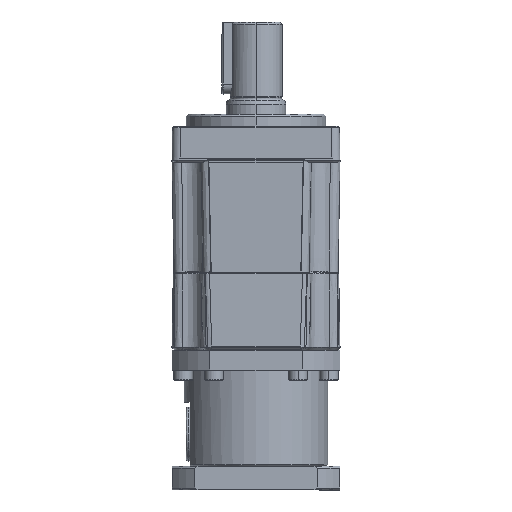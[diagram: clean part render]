
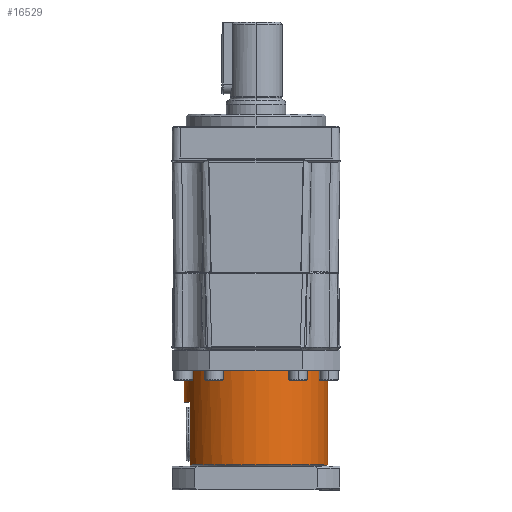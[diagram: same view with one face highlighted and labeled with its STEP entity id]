
A CAD part, left-side view. The second image highlights one B-rep face of the part: STEP entity #16529.
In plain terms, the highlighted cylindrical face has radius 18 mm (diameter 36 mm), a partial arc.
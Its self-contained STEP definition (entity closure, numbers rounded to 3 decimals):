
#983 = CARTESIAN_POINT ( 'NONE',  ( -7.194, 16.5, -69. ) ) ;
#1313 = ORIENTED_EDGE ( 'NONE', *, *, #24660, .T. ) ;
#1320 = DIRECTION ( 'NONE',  ( 0., 0., 1. ) ) ;
#1427 = DIRECTION ( 'NONE',  ( 0., 1., 0. ) ) ;
#1739 = ORIENTED_EDGE ( 'NONE', *, *, #30381, .T. ) ;
#2017 = ORIENTED_EDGE ( 'NONE', *, *, #15234, .F. ) ;
#2077 = LINE ( 'NONE', #30937, #34425 ) ;
#3104 = ORIENTED_EDGE ( 'NONE', *, *, #13796, .T. ) ;
#3249 = VECTOR ( 'NONE', #21934, 1000. ) ;
#3388 = DIRECTION ( 'NONE',  ( 0., 0., -1. ) ) ;
#3454 = VERTEX_POINT ( 'NONE', #17445 ) ;
#4021 = CARTESIAN_POINT ( 'NONE',  ( 0., -18., -61. ) ) ;
#5019 = DIRECTION ( 'NONE',  ( 0., 1., 0. ) ) ;
#5619 = AXIS2_PLACEMENT_3D ( 'NONE', #6902, #1320, #1427 ) ;
#6283 = AXIS2_PLACEMENT_3D ( 'NONE', #26567, #26337, #5019 ) ;
#6902 = CARTESIAN_POINT ( 'NONE',  ( 0., 0., -69. ) ) ;
#7183 = CARTESIAN_POINT ( 'NONE',  ( 0., 0., -61. ) ) ;
#8077 = EDGE_CURVE ( 'NONE', #3454, #30554, #31689, .T. ) ;
#8263 = CARTESIAN_POINT ( 'NONE',  ( 0., 0., -84.7 ) ) ;
#10399 = CARTESIAN_POINT ( 'NONE',  ( 0., -18., -85. ) ) ;
#11616 = LINE ( 'NONE', #10399, #20516 ) ;
#11772 = AXIS2_PLACEMENT_3D ( 'NONE', #7183, #31815, #28733 ) ;
#12120 = VERTEX_POINT ( 'NONE', #983 ) ;
#12629 = VERTEX_POINT ( 'NONE', #4021 ) ;
#12851 = CIRCLE ( 'NONE', #5619, 18. ) ;
#13463 = CIRCLE ( 'NONE', #14232, 18. ) ;
#13765 = DIRECTION ( 'NONE',  ( 0., 1., 0. ) ) ;
#13796 = EDGE_CURVE ( 'NONE', #15304, #18166, #18561, .T. ) ;
#13880 = ORIENTED_EDGE ( 'NONE', *, *, #26850, .T. ) ;
#14232 = AXIS2_PLACEMENT_3D ( 'NONE', #8263, #21795, #13765 ) ;
#14736 = EDGE_LOOP ( 'NONE', ( #2017, #1739, #3104, #23464, #13880, #20055, #1313 ) ) ;
#15234 = EDGE_CURVE ( 'NONE', #12629, #32041, #11616, .T. ) ;
#15304 = VERTEX_POINT ( 'NONE', #19280 ) ;
#15475 = CARTESIAN_POINT ( 'NONE',  ( 0., 18., -69. ) ) ;
#16529 = ADVANCED_FACE ( 'NONE', ( #33301 ), #19703, .T. ) ;
#16991 = CARTESIAN_POINT ( 'NONE',  ( 0., 18., -85. ) ) ;
#17196 = DIRECTION ( 'NONE',  ( 0., 1., 0. ) ) ;
#17445 = CARTESIAN_POINT ( 'NONE',  ( -7.194, 16.5, -84.7 ) ) ;
#18166 = VERTEX_POINT ( 'NONE', #15475 ) ;
#18561 = LINE ( 'NONE', #16991, #3249 ) ;
#19280 = CARTESIAN_POINT ( 'NONE',  ( 0., 18., -61. ) ) ;
#19703 = CYLINDRICAL_SURFACE ( 'NONE', #25196, 18. ) ;
#20055 = ORIENTED_EDGE ( 'NONE', *, *, #8077, .T. ) ;
#20443 = DIRECTION ( 'NONE',  ( 0., 0., -1. ) ) ;
#20516 = VECTOR ( 'NONE', #32119, 1000. ) ;
#21795 = DIRECTION ( 'NONE',  ( 0., 0., 1. ) ) ;
#21934 = DIRECTION ( 'NONE',  ( 0., 0., -1. ) ) ;
#23464 = ORIENTED_EDGE ( 'NONE', *, *, #26436, .T. ) ;
#24660 = EDGE_CURVE ( 'NONE', #30554, #32041, #13463, .T. ) ;
#25196 = AXIS2_PLACEMENT_3D ( 'NONE', #25241, #3388, #17196 ) ;
#25241 = CARTESIAN_POINT ( 'NONE',  ( 0., 0., -85. ) ) ;
#26337 = DIRECTION ( 'NONE',  ( 0., 0., 1. ) ) ;
#26436 = EDGE_CURVE ( 'NONE', #18166, #12120, #12851, .T. ) ;
#26567 = CARTESIAN_POINT ( 'NONE',  ( 0., 0., -84.7 ) ) ;
#26850 = EDGE_CURVE ( 'NONE', #12120, #3454, #2077, .T. ) ;
#28733 = DIRECTION ( 'NONE',  ( 0., 1., 0. ) ) ;
#28785 = CARTESIAN_POINT ( 'NONE',  ( 0., -18., -84.7 ) ) ;
#29212 = CARTESIAN_POINT ( 'NONE',  ( -18., 0., -84.7 ) ) ;
#30381 = EDGE_CURVE ( 'NONE', #12629, #15304, #35217, .T. ) ;
#30554 = VERTEX_POINT ( 'NONE', #29212 ) ;
#30937 = CARTESIAN_POINT ( 'NONE',  ( -7.194, 16.5, -85. ) ) ;
#31689 = CIRCLE ( 'NONE', #6283, 18. ) ;
#31815 = DIRECTION ( 'NONE',  ( 0., 0., -1. ) ) ;
#32041 = VERTEX_POINT ( 'NONE', #28785 ) ;
#32119 = DIRECTION ( 'NONE',  ( 0., 0., -1. ) ) ;
#33301 = FACE_OUTER_BOUND ( 'NONE', #14736, .T. ) ;
#34425 = VECTOR ( 'NONE', #20443, 1000. ) ;
#35217 = CIRCLE ( 'NONE', #11772, 18. ) ;
